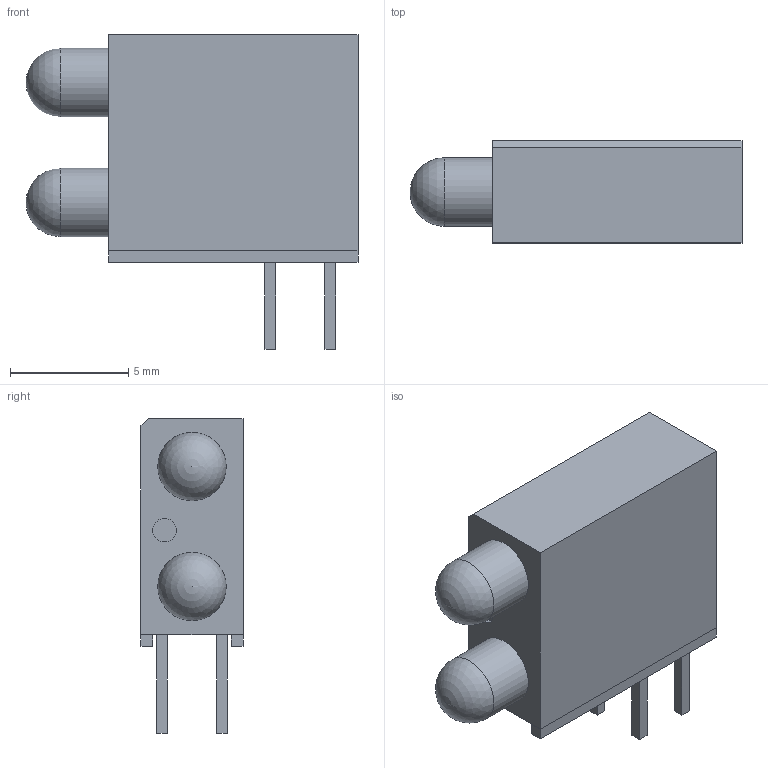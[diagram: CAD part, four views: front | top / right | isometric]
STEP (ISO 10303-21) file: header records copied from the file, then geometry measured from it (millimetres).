
FILE_DESCRIPTION(/* description */ (''),/* implementation_level */ '2;1');
FILE_NAME(/* name */ 'LED_DIALIGHT_553-0222-210F.stp',/* time_stamp */ '2016-08-18T10:44:26+02:00',/* author */ ('bcivel'),/* organization */ (''),/* preprocessor_version */ 'ST-DEVELOPER v16.1',/* originating_system */ 'AutoCAD Mechanical',/* authorisation */ '');
FILE_SCHEMA (('AUTOMOTIVE_DESIGN { 1 0 10303 214 3 1 1 }'));
Length unit declared in the file: millimetre
Products named in the file (1): Product
Bounding box: 14.06 x 4.32 x 13.33 mm (x, y, z)
Volume: 465.2 mm3; surface area: 514.8 mm2
Topology: 9 solids, 9 shells, 51 faces, 100 edges, 66 vertices
Faces by surface type: plane 46, cylinder 3, sphere 2
Full cylindrical faces by diameter (mm): 1 x1, 2.9 x2
Entity records: 1279 total; most frequent: CARTESIAN_POINT 209, DIRECTION 203, ORIENTED_EDGE 186, EDGE_CURVE 93, LINE 87, VECTOR 87, VERTEX_POINT 64, AXIS2_PLACEMENT_3D 58
